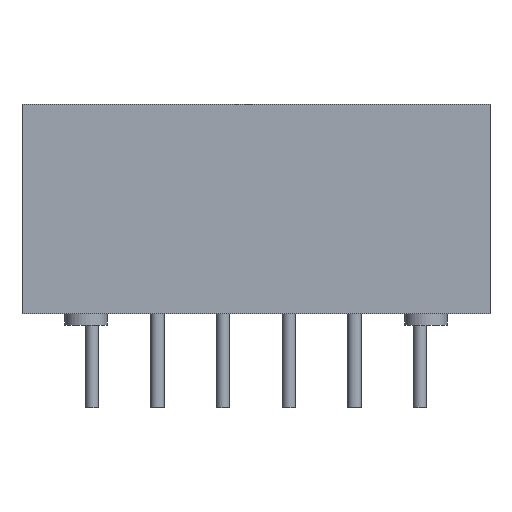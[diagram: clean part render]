
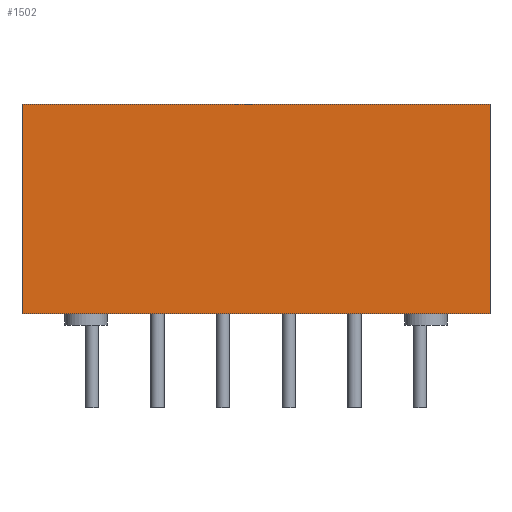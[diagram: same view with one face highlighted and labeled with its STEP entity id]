
A CAD part, front view. The second image highlights one B-rep face of the part: STEP entity #1502.
In plain terms, the highlighted planar face has unit normal (0, -1, 0).
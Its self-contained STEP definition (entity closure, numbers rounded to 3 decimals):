
#40 = VERTEX_POINT('',#41);
#41 = CARTESIAN_POINT('',(9.05,-9.05,0.));
#47 = EDGE_CURVE('',#48,#40,#50,.T.);
#48 = VERTEX_POINT('',#49);
#49 = CARTESIAN_POINT('',(-9.05,-9.05,0.));
#50 = LINE('',#51,#52);
#51 = CARTESIAN_POINT('',(-9.05,-9.05,0.));
#52 = VECTOR('',#53,1.);
#53 = DIRECTION('',(1.,0.,0.));
#1483 = EDGE_CURVE('',#48,#1484,#1486,.T.);
#1484 = VERTEX_POINT('',#1485);
#1485 = CARTESIAN_POINT('',(-9.05,-9.05,-8.1));
#1486 = LINE('',#1487,#1488);
#1487 = CARTESIAN_POINT('',(-9.05,-9.05,0.));
#1488 = VECTOR('',#1489,1.);
#1489 = DIRECTION('',(0.,0.,-1.));
#1502 = ADVANCED_FACE('',(#1503),#1521,.T.);
#1503 = FACE_BOUND('',#1504,.F.);
#1504 = EDGE_LOOP('',(#1505,#1506,#1514,#1520));
#1505 = ORIENTED_EDGE('',*,*,#47,.T.);
#1506 = ORIENTED_EDGE('',*,*,#1507,.T.);
#1507 = EDGE_CURVE('',#40,#1508,#1510,.T.);
#1508 = VERTEX_POINT('',#1509);
#1509 = CARTESIAN_POINT('',(9.05,-9.05,-8.1));
#1510 = LINE('',#1511,#1512);
#1511 = CARTESIAN_POINT('',(9.05,-9.05,0.));
#1512 = VECTOR('',#1513,1.);
#1513 = DIRECTION('',(0.,0.,-1.));
#1514 = ORIENTED_EDGE('',*,*,#1515,.F.);
#1515 = EDGE_CURVE('',#1484,#1508,#1516,.T.);
#1516 = LINE('',#1517,#1518);
#1517 = CARTESIAN_POINT('',(-9.05,-9.05,-8.1));
#1518 = VECTOR('',#1519,1.);
#1519 = DIRECTION('',(1.,0.,0.));
#1520 = ORIENTED_EDGE('',*,*,#1483,.F.);
#1521 = PLANE('',#1522);
#1522 = AXIS2_PLACEMENT_3D('',#1523,#1524,#1525);
#1523 = CARTESIAN_POINT('',(-9.05,-9.05,0.));
#1524 = DIRECTION('',(0.,-1.,0.));
#1525 = DIRECTION('',(1.,0.,0.));
